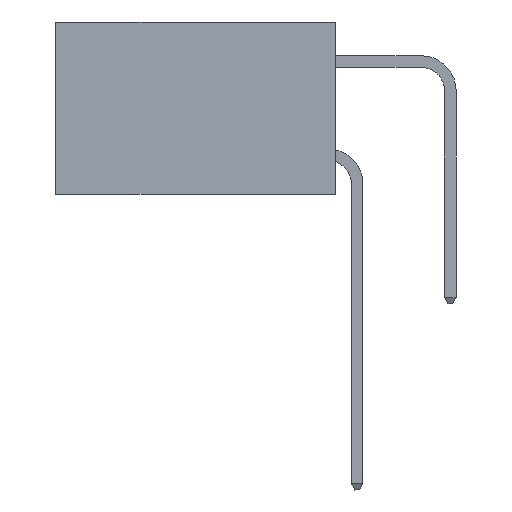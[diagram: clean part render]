
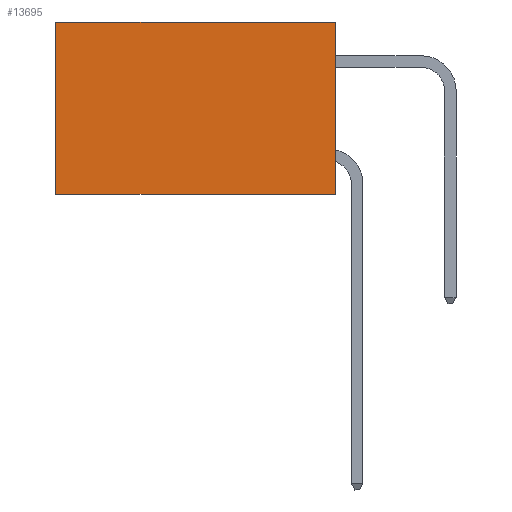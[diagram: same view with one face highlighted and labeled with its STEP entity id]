
A CAD part, left-side view. The second image highlights one B-rep face of the part: STEP entity #13695.
In plain terms, the highlighted planar face has unit normal (-1, 0, 0).
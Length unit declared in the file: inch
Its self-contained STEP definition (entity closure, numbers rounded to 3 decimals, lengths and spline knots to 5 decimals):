
#644 = VECTOR ( 'NONE', #3000, 39.37008 ) ;
#1481 = VECTOR ( 'NONE', #12892, 39.37008 ) ;
#1952 = VECTOR ( 'NONE', #6285, 39.37008 ) ;
#2011 = LINE ( 'NONE', #19225, #1481 ) ;
#2338 = ORIENTED_EDGE ( 'NONE', *, *, #5184, .F. ) ;
#2646 = CARTESIAN_POINT ( 'NONE',  ( 0.2875, 0., -0.37 ) ) ;
#3000 = DIRECTION ( 'NONE',  ( 0., 1., 0. ) ) ;
#4442 = EDGE_CURVE ( 'NONE', #14151, #6700, #2011, .T. ) ;
#4614 = CARTESIAN_POINT ( 'NONE',  ( 0.2875, 0., 0. ) ) ;
#4659 = CARTESIAN_POINT ( 'NONE',  ( 0.2875, 0.6, 0. ) ) ;
#5184 = EDGE_CURVE ( 'NONE', #6700, #5459, #13390, .T. ) ;
#5459 = VERTEX_POINT ( 'NONE', #8095 ) ;
#5743 = ORIENTED_EDGE ( 'NONE', *, *, #19388, .T. ) ;
#6285 = DIRECTION ( 'NONE',  ( 0., 1., 0. ) ) ;
#6328 = DIRECTION ( 'NONE',  ( 0., 0., -1. ) ) ;
#6700 = VERTEX_POINT ( 'NONE', #17687 ) ;
#7574 = ORIENTED_EDGE ( 'NONE', *, *, #4442, .F. ) ;
#8095 = CARTESIAN_POINT ( 'NONE',  ( 0.2875, 0.6, -0.37 ) ) ;
#10486 = CARTESIAN_POINT ( 'NONE',  ( 0.2875, 0., 0. ) ) ;
#10988 = DIRECTION ( 'NONE',  ( 0., 0., -1. ) ) ;
#12892 = DIRECTION ( 'NONE',  ( 0., 0., -1. ) ) ;
#12974 = VERTEX_POINT ( 'NONE', #15834 ) ;
#13208 = LINE ( 'NONE', #4659, #20845 ) ;
#13376 = ORIENTED_EDGE ( 'NONE', *, *, #21311, .T. ) ;
#13390 = LINE ( 'NONE', #2646, #644 ) ;
#13695 = ADVANCED_FACE ( 'NONE', ( #16366 ), #19118, .F. ) ;
#14151 = VERTEX_POINT ( 'NONE', #10486 ) ;
#15188 = LINE ( 'NONE', #4614, #1952 ) ;
#15834 = CARTESIAN_POINT ( 'NONE',  ( 0.2875, 0.6, 0. ) ) ;
#16366 = FACE_OUTER_BOUND ( 'NONE', #20042, .T. ) ;
#17492 = CARTESIAN_POINT ( 'NONE',  ( 0.2875, 0., 0. ) ) ;
#17687 = CARTESIAN_POINT ( 'NONE',  ( 0.2875, 0., -0.37 ) ) ;
#18354 = AXIS2_PLACEMENT_3D ( 'NONE', #17492, #20730, #10988 ) ;
#19118 = PLANE ( 'NONE',  #18354 ) ;
#19225 = CARTESIAN_POINT ( 'NONE',  ( 0.2875, 0., 0. ) ) ;
#19388 = EDGE_CURVE ( 'NONE', #12974, #5459, #13208, .T. ) ;
#20042 = EDGE_LOOP ( 'NONE', ( #5743, #2338, #7574, #13376 ) ) ;
#20730 = DIRECTION ( 'NONE',  ( 1., 0., 0. ) ) ;
#20845 = VECTOR ( 'NONE', #6328, 39.37008 ) ;
#21311 = EDGE_CURVE ( 'NONE', #14151, #12974, #15188, .T. ) ;
